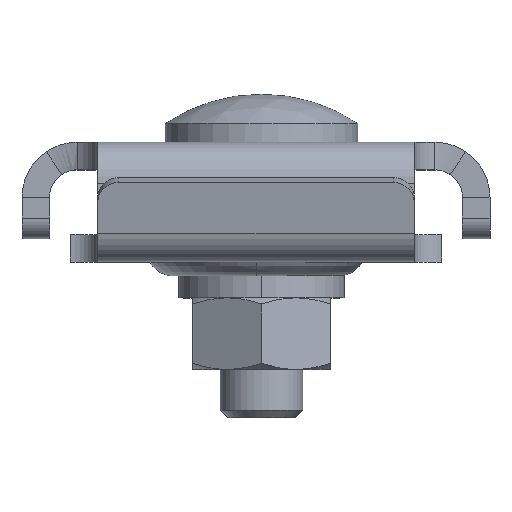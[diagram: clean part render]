
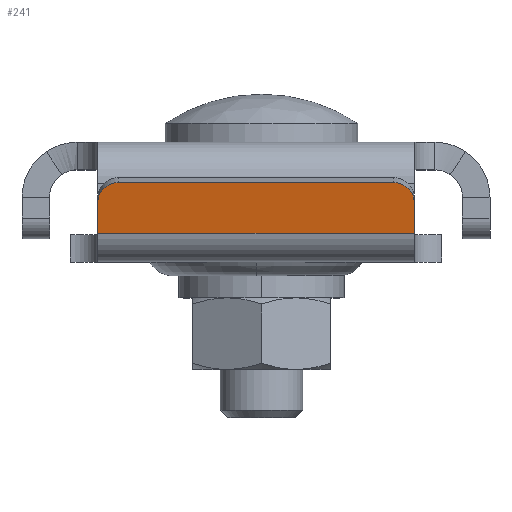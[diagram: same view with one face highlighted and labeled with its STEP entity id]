
A CAD part, top view. The second image highlights one B-rep face of the part: STEP entity #241.
In plain terms, the highlighted face is planar.
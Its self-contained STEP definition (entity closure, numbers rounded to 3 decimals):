
#241 = ADVANCED_FACE ( 'NONE', ( #2531 ), #4171, .T. ) ;
#1049 = ORIENTED_EDGE ( 'NONE', *, *, #3039, .T. ) ;
#1050 = ORIENTED_EDGE ( 'NONE', *, *, #3036, .T. ) ;
#1051 = ORIENTED_EDGE ( 'NONE', *, *, #3035, .F. ) ;
#1052 = ORIENTED_EDGE ( 'NONE', *, *, #3030, .T. ) ;
#1053 = ORIENTED_EDGE ( 'NONE', *, *, #3040, .T. ) ;
#1054 = ORIENTED_EDGE ( 'NONE', *, *, #3027, .T. ) ;
#1349 = VERTEX_POINT ( 'NONE', #5834 ) ;
#1353 = VERTEX_POINT ( 'NONE', #5838 ) ;
#1354 = VERTEX_POINT ( 'NONE', #5839 ) ;
#1355 = VERTEX_POINT ( 'NONE', #5840 ) ;
#1357 = VERTEX_POINT ( 'NONE', #5842 ) ;
#1361 = VERTEX_POINT ( 'NONE', #5846 ) ;
#2531 = FACE_OUTER_BOUND ( 'NONE', #5111, .T. ) ;
#3027 = EDGE_CURVE ( 'NONE', #1355, #1349, #7252, .T. ) ;
#3030 = EDGE_CURVE ( 'NONE', #1354, #1353, #7256, .T. ) ;
#3035 = EDGE_CURVE ( 'NONE', #1354, #1357, #7264, .T. ) ;
#3036 = EDGE_CURVE ( 'NONE', #1361, #1357, #7268, .T. ) ;
#3039 = EDGE_CURVE ( 'NONE', #1349, #1361, #7273, .T. ) ;
#3040 = EDGE_CURVE ( 'NONE', #1353, #1355, #7274, .T. ) ;
#3853 = AXIS2_PLACEMENT_3D ( 'NONE', #4164, #4174, #4175 ) ;
#4164 = CARTESIAN_POINT ( 'NONE',  ( -13.72, -0.066, 13.5 ) ) ;
#4171 = PLANE ( 'NONE',  #3853 ) ;
#4174 = DIRECTION ( 'NONE',  ( -0.985, 0.174, 0. ) ) ;
#4175 = DIRECTION ( 'NONE',  ( -0.174, -0.985, 0. ) ) ;
#5111 = EDGE_LOOP ( 'NONE', ( #1049, #1050, #1051, #1052, #1053, #1054 ) ) ;
#5834 = CARTESIAN_POINT ( 'NONE',  ( -13.72, -0.066, -11.5 ) ) ;
#5838 = CARTESIAN_POINT ( 'NONE',  ( -14.111, -2.285, 11.5 ) ) ;
#5839 = CARTESIAN_POINT ( 'NONE',  ( -14.371, -3.763, 10. ) ) ;
#5840 = CARTESIAN_POINT ( 'NONE',  ( -13.72, -0.066, 11.5 ) ) ;
#5842 = CARTESIAN_POINT ( 'NONE',  ( -14.371, -3.763, -10. ) ) ;
#5846 = CARTESIAN_POINT ( 'NONE',  ( -14.111, -2.285, -11.5 ) ) ;
#7252 = LINE ( 'NONE', #7800, #7255 ) ;
#7255 = VECTOR ( 'NONE', #7801, 1000. ) ;
#7256 = CIRCLE ( 'NONE', #7994, 1.5 ) ;
#7264 = LINE ( 'NONE', #7811, #7269 ) ;
#7268 = CIRCLE ( 'NONE', #7996, 1.5 ) ;
#7269 = VECTOR ( 'NONE', #7819, 1000. ) ;
#7273 = LINE ( 'NONE', #7824, #7275 ) ;
#7274 = LINE ( 'NONE', #7828, #7277 ) ;
#7275 = VECTOR ( 'NONE', #7820, 1000. ) ;
#7277 = VECTOR ( 'NONE', #7829, 1000. ) ;
#7800 = CARTESIAN_POINT ( 'NONE',  ( -13.72, -0.066, 13.5 ) ) ;
#7801 = DIRECTION ( 'NONE',  ( 0., 0., -1. ) ) ;
#7807 = CARTESIAN_POINT ( 'NONE',  ( -14.111, -2.285, 10. ) ) ;
#7808 = DIRECTION ( 'NONE',  ( -0.985, 0.174, 0. ) ) ;
#7809 = DIRECTION ( 'NONE',  ( 0.174, 0.985, 0. ) ) ;
#7811 = CARTESIAN_POINT ( 'NONE',  ( -14.371, -3.763, 13.5 ) ) ;
#7819 = DIRECTION ( 'NONE',  ( 0., 0., -1. ) ) ;
#7820 = DIRECTION ( 'NONE',  ( -0.174, -0.985, 0. ) ) ;
#7821 = CARTESIAN_POINT ( 'NONE',  ( -14.111, -2.285, -10. ) ) ;
#7822 = DIRECTION ( 'NONE',  ( -0.985, 0.174, 0. ) ) ;
#7823 = DIRECTION ( 'NONE',  ( 0.174, 0.985, 0. ) ) ;
#7824 = CARTESIAN_POINT ( 'NONE',  ( -14.111, -2.285, -11.5 ) ) ;
#7828 = CARTESIAN_POINT ( 'NONE',  ( -12.443, 7.172, 11.5 ) ) ;
#7829 = DIRECTION ( 'NONE',  ( 0.174, 0.985, 0. ) ) ;
#7994 = AXIS2_PLACEMENT_3D ( 'NONE', #7807, #7808, #7809 ) ;
#7996 = AXIS2_PLACEMENT_3D ( 'NONE', #7821, #7822, #7823 ) ;
